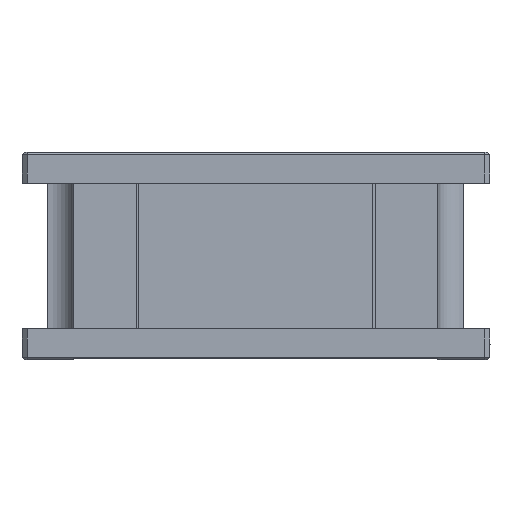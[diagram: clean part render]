
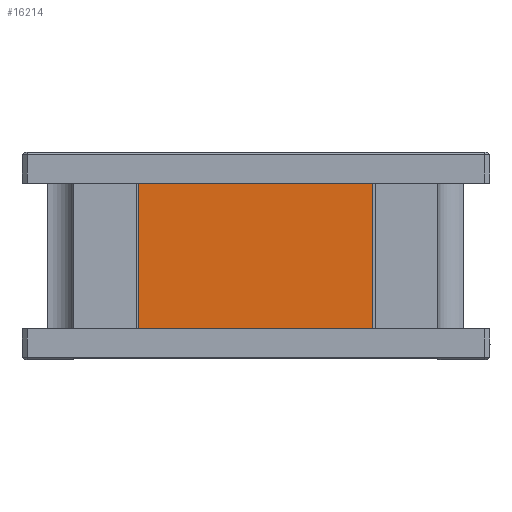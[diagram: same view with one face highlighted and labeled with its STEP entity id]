
A CAD part, left-side view. The second image highlights one B-rep face of the part: STEP entity #16214.
In plain terms, the highlighted planar face has unit normal (-1, 0, 0).
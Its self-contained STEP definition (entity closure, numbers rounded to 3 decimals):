
#507 = LINE ( 'NONE', #40340, #4876 ) ;
#1640 = CARTESIAN_POINT ( 'NONE',  ( -85., -67.5, 20. ) ) ;
#2155 = LINE ( 'NONE', #39487, #31606 ) ;
#3678 = ORIENTED_EDGE ( 'NONE', *, *, #42719, .F. ) ;
#4876 = VECTOR ( 'NONE', #8506, 1000. ) ;
#6850 = ORIENTED_EDGE ( 'NONE', *, *, #30514, .T. ) ;
#8506 = DIRECTION ( 'NONE',  ( 0., 0., -1. ) ) ;
#10706 = CARTESIAN_POINT ( 'NONE',  ( -85., -45., 34. ) ) ;
#11455 = CARTESIAN_POINT ( 'NONE',  ( -85., -22.5, 34. ) ) ;
#12278 = CARTESIAN_POINT ( 'NONE',  ( -85., -67.5, 6. ) ) ;
#15216 = VERTEX_POINT ( 'NONE', #39952 ) ;
#16214 = ADVANCED_FACE ( 'NONE', ( #33581 ), #40086, .T. ) ;
#17003 = VECTOR ( 'NONE', #31170, 1000. ) ;
#22428 = CARTESIAN_POINT ( 'NONE',  ( -85., -67.5, 34. ) ) ;
#23533 = ORIENTED_EDGE ( 'NONE', *, *, #49120, .T. ) ;
#26842 = DIRECTION ( 'NONE',  ( -1., 0., 0. ) ) ;
#27612 = LINE ( 'NONE', #10706, #17003 ) ;
#30514 = EDGE_CURVE ( 'NONE', #50659, #48037, #27612, .T. ) ;
#31170 = DIRECTION ( 'NONE',  ( 0., 1., 0. ) ) ;
#31272 = EDGE_LOOP ( 'NONE', ( #38181, #6850, #23533, #3678 ) ) ;
#31606 = VECTOR ( 'NONE', #51809, 1000. ) ;
#32385 = EDGE_CURVE ( 'NONE', #15216, #50659, #51299, .T. ) ;
#33581 = FACE_OUTER_BOUND ( 'NONE', #31272, .T. ) ;
#33908 = CARTESIAN_POINT ( 'NONE',  ( -85., -22.5, 6. ) ) ;
#34325 = VECTOR ( 'NONE', #37540, 1000. ) ;
#37540 = DIRECTION ( 'NONE',  ( 0., 0., 1. ) ) ;
#38181 = ORIENTED_EDGE ( 'NONE', *, *, #32385, .T. ) ;
#39487 = CARTESIAN_POINT ( 'NONE',  ( -85., -45., 6. ) ) ;
#39952 = CARTESIAN_POINT ( 'NONE',  ( -85., -67.5, 6. ) ) ;
#40086 = PLANE ( 'NONE',  #45464 ) ;
#40340 = CARTESIAN_POINT ( 'NONE',  ( -85., -22.5, 20. ) ) ;
#40781 = VERTEX_POINT ( 'NONE', #33908 ) ;
#42719 = EDGE_CURVE ( 'NONE', #15216, #40781, #2155, .T. ) ;
#45464 = AXIS2_PLACEMENT_3D ( 'NONE', #12278, #26842, #51875 ) ;
#48037 = VERTEX_POINT ( 'NONE', #11455 ) ;
#49120 = EDGE_CURVE ( 'NONE', #48037, #40781, #507, .T. ) ;
#50659 = VERTEX_POINT ( 'NONE', #22428 ) ;
#51299 = LINE ( 'NONE', #1640, #34325 ) ;
#51809 = DIRECTION ( 'NONE',  ( 0., 1., 0. ) ) ;
#51875 = DIRECTION ( 'NONE',  ( 0., 0., 1. ) ) ;
